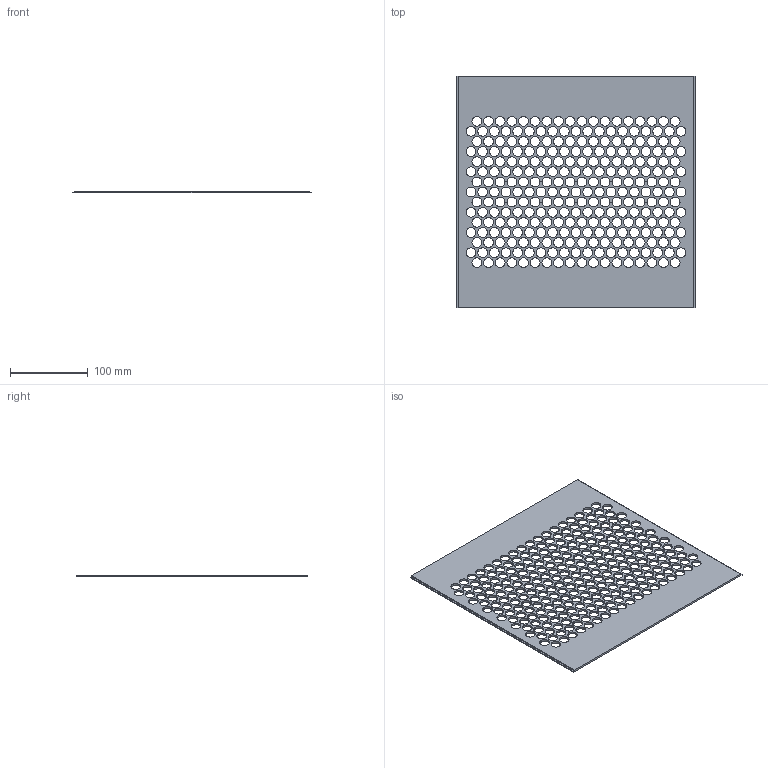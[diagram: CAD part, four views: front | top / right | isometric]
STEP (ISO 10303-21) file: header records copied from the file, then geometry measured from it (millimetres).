
FILE_DESCRIPTION (( 'STEP AP214' ), '1' );
FILE_NAME ('v12 Side Panel (Holes).STEP', '2021-07-18T17:11:07', ( '' ), ( '' ), 'SwSTEP 2.0', 'SolidWorks 2021', '' );
FILE_SCHEMA (( 'AUTOMOTIVE_DESIGN' ));
Length unit declared in the file: centimetre
Products named in the file (1): v12 Side Panel (Holes)
Bounding box: 306.2 x 297.5 x 2.5 mm (x, y, z)
Volume: 141147.2 mm3; surface area: 144405.1 mm2
Topology: 1 solids, 1 shells, 564 faces, 1686 edges, 1124 vertices
Faces by surface type: cylinder 554, plane 10
Entity records: 20820 total; most frequent: DIRECTION 3924, CARTESIAN_POINT 3375, ORIENTED_EDGE 3372, EDGE_CURVE 1686, AXIS2_PLACEMENT_3D 1673, VERTEX_POINT 1124, EDGE_LOOP 1118, CIRCLE 1108
